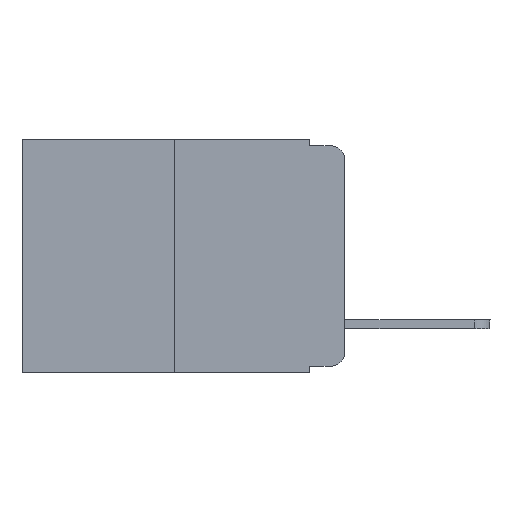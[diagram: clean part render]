
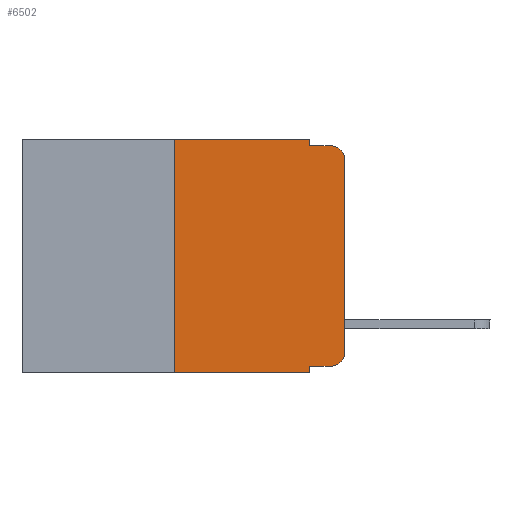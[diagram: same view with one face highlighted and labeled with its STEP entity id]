
A CAD part, left-side view. The second image highlights one B-rep face of the part: STEP entity #6502.
In plain terms, the highlighted planar face has unit normal (-1, 0, 0).
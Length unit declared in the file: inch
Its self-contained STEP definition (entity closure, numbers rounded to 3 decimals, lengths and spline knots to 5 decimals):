
#30 = VECTOR ( 'NONE', #7172, 39.37008 ) ;
#71 = VERTEX_POINT ( 'NONE', #1011 ) ;
#134 = DIRECTION ( 'NONE',  ( 0., 0., -1. ) ) ;
#195 = ORIENTED_EDGE ( 'NONE', *, *, #5351, .F. ) ;
#224 = VERTEX_POINT ( 'NONE', #5057 ) ;
#502 = CARTESIAN_POINT ( 'NONE',  ( 0., 0.25, 0. ) ) ;
#760 = LINE ( 'NONE', #9483, #30 ) ;
#821 = LINE ( 'NONE', #502, #4990 ) ;
#835 = LINE ( 'NONE', #3074, #3959 ) ;
#881 = ORIENTED_EDGE ( 'NONE', *, *, #4853, .F. ) ;
#926 = CARTESIAN_POINT ( 'NONE',  ( 0., 0.02, -0.01 ) ) ;
#945 = FACE_OUTER_BOUND ( 'NONE', #2846, .T. ) ;
#979 = VECTOR ( 'NONE', #5505, 39.37008 ) ;
#998 = EDGE_CURVE ( 'NONE', #5837, #2909, #3284, .T. ) ;
#1011 = CARTESIAN_POINT ( 'NONE',  ( 0., 0.051, -0.333 ) ) ;
#1017 = VERTEX_POINT ( 'NONE', #1049 ) ;
#1049 = CARTESIAN_POINT ( 'NONE',  ( 0., 0.25, 0. ) ) ;
#1103 = LINE ( 'NONE', #9493, #979 ) ;
#1169 = EDGE_CURVE ( 'NONE', #224, #5572, #7085, .T. ) ;
#1188 = CARTESIAN_POINT ( 'NONE',  ( 0., 0., -0.313 ) ) ;
#1279 = DIRECTION ( 'NONE',  ( 0., 0., 1. ) ) ;
#1326 = EDGE_CURVE ( 'NONE', #9831, #1974, #9173, .T. ) ;
#1432 = EDGE_CURVE ( 'NONE', #1814, #6495, #2192, .T. ) ;
#1638 = CARTESIAN_POINT ( 'NONE',  ( 0., 0.473, -0.343 ) ) ;
#1814 = VERTEX_POINT ( 'NONE', #4086 ) ;
#1889 = VECTOR ( 'NONE', #2838, 39.37008 ) ;
#1944 = EDGE_CURVE ( 'NONE', #2909, #1814, #760, .T. ) ;
#1974 = VERTEX_POINT ( 'NONE', #7357 ) ;
#2192 = CIRCLE ( 'NONE', #8836, 0.02 ) ;
#2688 = CARTESIAN_POINT ( 'NONE',  ( 0., 0.02, -0.313 ) ) ;
#2838 = DIRECTION ( 'NONE',  ( 0., -1., 0. ) ) ;
#2846 = EDGE_LOOP ( 'NONE', ( #3353, #3957, #195, #8008, #6763, #881, #9956, #8374, #8488, #3248 ) ) ;
#2909 = VERTEX_POINT ( 'NONE', #1188 ) ;
#2980 = DIRECTION ( 'NONE',  ( 0., -1., 0. ) ) ;
#3074 = CARTESIAN_POINT ( 'NONE',  ( 0., 0.473, 0. ) ) ;
#3248 = ORIENTED_EDGE ( 'NONE', *, *, #998, .T. ) ;
#3284 = CIRCLE ( 'NONE', #9689, 0.02 ) ;
#3353 = ORIENTED_EDGE ( 'NONE', *, *, #1944, .T. ) ;
#3787 = DIRECTION ( 'NONE',  ( 0., 0., -1. ) ) ;
#3957 = ORIENTED_EDGE ( 'NONE', *, *, #1432, .T. ) ;
#3959 = VECTOR ( 'NONE', #2980, 39.37008 ) ;
#3969 = CARTESIAN_POINT ( 'NONE',  ( 0., 0.02, -0.03 ) ) ;
#4044 = CARTESIAN_POINT ( 'NONE',  ( 0., 0.473, 0. ) ) ;
#4077 = DIRECTION ( 'NONE',  ( -1., 0., 0. ) ) ;
#4086 = CARTESIAN_POINT ( 'NONE',  ( 0., 0., -0.03 ) ) ;
#4542 = EDGE_CURVE ( 'NONE', #71, #1974, #8382, .T. ) ;
#4740 = DIRECTION ( 'NONE',  ( -1., 0., 0. ) ) ;
#4753 = DIRECTION ( 'NONE',  ( 0., 0., -1. ) ) ;
#4775 = LINE ( 'NONE', #5131, #1889 ) ;
#4801 = EDGE_CURVE ( 'NONE', #71, #5837, #4775, .T. ) ;
#4853 = EDGE_CURVE ( 'NONE', #9831, #1017, #821, .T. ) ;
#4990 = VECTOR ( 'NONE', #1279, 39.37008 ) ;
#5057 = CARTESIAN_POINT ( 'NONE',  ( 0., 0.051, 0. ) ) ;
#5131 = CARTESIAN_POINT ( 'NONE',  ( 0., 0.051, -0.333 ) ) ;
#5167 = CARTESIAN_POINT ( 'NONE',  ( 0., 0.051, 0. ) ) ;
#5313 = CARTESIAN_POINT ( 'NONE',  ( 0., 0.051, 0. ) ) ;
#5351 = EDGE_CURVE ( 'NONE', #5572, #6495, #1103, .T. ) ;
#5505 = DIRECTION ( 'NONE',  ( 0., -1., 0. ) ) ;
#5572 = VERTEX_POINT ( 'NONE', #6360 ) ;
#5609 = CARTESIAN_POINT ( 'NONE',  ( 0., 0.02, -0.333 ) ) ;
#5620 = PLANE ( 'NONE',  #6336 ) ;
#5654 = DIRECTION ( 'NONE',  ( 0., 0., -1. ) ) ;
#5837 = VERTEX_POINT ( 'NONE', #5609 ) ;
#6336 = AXIS2_PLACEMENT_3D ( 'NONE', #4044, #8602, #4753 ) ;
#6360 = CARTESIAN_POINT ( 'NONE',  ( 0., 0.051, -0.01 ) ) ;
#6495 = VERTEX_POINT ( 'NONE', #926 ) ;
#6502 = ADVANCED_FACE ( 'NONE', ( #945 ), #5620, .F. ) ;
#6547 = VECTOR ( 'NONE', #3787, 39.37008 ) ;
#6763 = ORIENTED_EDGE ( 'NONE', *, *, #7192, .F. ) ;
#7085 = LINE ( 'NONE', #5167, #9399 ) ;
#7172 = DIRECTION ( 'NONE',  ( 0., 0., 1. ) ) ;
#7192 = EDGE_CURVE ( 'NONE', #1017, #224, #835, .T. ) ;
#7357 = CARTESIAN_POINT ( 'NONE',  ( 0., 0.051, -0.343 ) ) ;
#7524 = DIRECTION ( 'NONE',  ( 0., 0., -1. ) ) ;
#7696 = DIRECTION ( 'NONE',  ( 0., -1., 0. ) ) ;
#7904 = CARTESIAN_POINT ( 'NONE',  ( 0., 0.25, -0.343 ) ) ;
#8008 = ORIENTED_EDGE ( 'NONE', *, *, #1169, .F. ) ;
#8374 = ORIENTED_EDGE ( 'NONE', *, *, #4542, .F. ) ;
#8382 = LINE ( 'NONE', #5313, #6547 ) ;
#8488 = ORIENTED_EDGE ( 'NONE', *, *, #4801, .T. ) ;
#8602 = DIRECTION ( 'NONE',  ( 1., 0., 0. ) ) ;
#8836 = AXIS2_PLACEMENT_3D ( 'NONE', #3969, #4740, #134 ) ;
#8920 = VECTOR ( 'NONE', #7696, 39.37008 ) ;
#9173 = LINE ( 'NONE', #1638, #8920 ) ;
#9399 = VECTOR ( 'NONE', #7524, 39.37008 ) ;
#9483 = CARTESIAN_POINT ( 'NONE',  ( 0., 0., 0. ) ) ;
#9493 = CARTESIAN_POINT ( 'NONE',  ( 0., 0.051, -0.01 ) ) ;
#9689 = AXIS2_PLACEMENT_3D ( 'NONE', #2688, #4077, #5654 ) ;
#9831 = VERTEX_POINT ( 'NONE', #7904 ) ;
#9956 = ORIENTED_EDGE ( 'NONE', *, *, #1326, .T. ) ;
